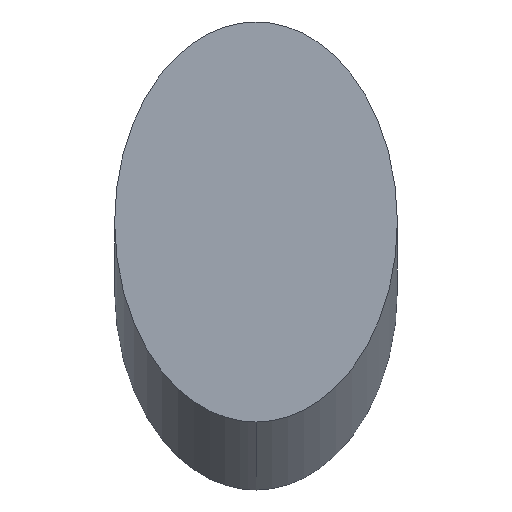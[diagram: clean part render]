
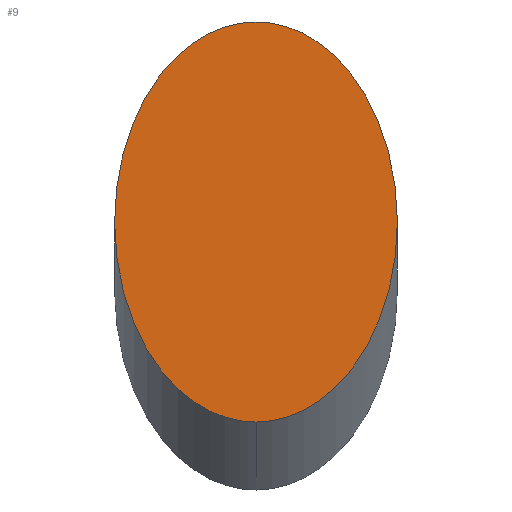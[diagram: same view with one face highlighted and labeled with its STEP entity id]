
A CAD part, top view. The second image highlights one B-rep face of the part: STEP entity #9.
In plain terms, the highlighted planar face has unit normal (0, 0, 1).
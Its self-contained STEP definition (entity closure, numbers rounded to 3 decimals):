
#9 = ADVANCED_FACE ( 'NONE', ( #109 ), #72, .T. ) ;
#19 = EDGE_CURVE ( 'NONE', #119, #59, #96, .T. ) ;
#27 = AXIS2_PLACEMENT_3D ( 'NONE', #75, #39, #84 ) ;
#39 = DIRECTION ( 'NONE',  ( 0., 0., 1. ) ) ;
#56 = CARTESIAN_POINT ( 'NONE',  ( 54.392, 18.109, 0. ) ) ;
#59 = VERTEX_POINT ( 'NONE', #85 ) ;
#72 = PLANE ( 'NONE',  #27 ) ;
#75 = CARTESIAN_POINT ( 'NONE',  ( 54.392, 35.789, 0. ) ) ;
#84 = DIRECTION ( 'NONE',  ( 1., 0., 0. ) ) ;
#85 = CARTESIAN_POINT ( 'NONE',  ( 54.392, 18.109, 0. ) ) ;
#88 = EDGE_CURVE ( 'NONE', #59, #119, #92, .T. ) ;
#89 = CARTESIAN_POINT ( 'NONE',  ( 79.392, 53.469, 0. ) ) ;
#92 =( BOUNDED_CURVE ( )  B_SPLINE_CURVE ( 3, ( #56, #134, #89, #137 ),
 .UNSPECIFIED., .F., .T. ) 
 B_SPLINE_CURVE_WITH_KNOTS ( ( 4, 4 ),
 ( 0., 3.142 ),
 .UNSPECIFIED. ) 
 CURVE ( )  GEOMETRIC_REPRESENTATION_ITEM ( )  RATIONAL_B_SPLINE_CURVE ( ( 1., 0.333, 0.333, 1. ) ) 
 REPRESENTATION_ITEM ( '' )  );
#94 = CARTESIAN_POINT ( 'NONE',  ( 54.392, 18.109, 0. ) ) ;
#95 = CARTESIAN_POINT ( 'NONE',  ( 54.392, 53.469, 0. ) ) ;
#96 =( BOUNDED_CURVE ( )  B_SPLINE_CURVE ( 3, ( #95, #128, #105, #94 ),
 .UNSPECIFIED., .F., .F. ) 
 B_SPLINE_CURVE_WITH_KNOTS ( ( 4, 4 ),
 ( 3.142, 6.283 ),
 .UNSPECIFIED. ) 
 CURVE ( )  GEOMETRIC_REPRESENTATION_ITEM ( )  RATIONAL_B_SPLINE_CURVE ( ( 1., 0.333, 0.333, 1. ) ) 
 REPRESENTATION_ITEM ( '' )  );
#105 = CARTESIAN_POINT ( 'NONE',  ( 29.392, 18.109, 0. ) ) ;
#109 = FACE_OUTER_BOUND ( 'NONE', #136, .T. ) ;
#119 = VERTEX_POINT ( 'NONE', #146 ) ;
#127 = ORIENTED_EDGE ( 'NONE', *, *, #19, .T. ) ;
#128 = CARTESIAN_POINT ( 'NONE',  ( 29.392, 53.469, 0. ) ) ;
#134 = CARTESIAN_POINT ( 'NONE',  ( 79.392, 18.109, 0. ) ) ;
#136 = EDGE_LOOP ( 'NONE', ( #147, #127 ) ) ;
#137 = CARTESIAN_POINT ( 'NONE',  ( 54.392, 53.469, 0. ) ) ;
#146 = CARTESIAN_POINT ( 'NONE',  ( 54.392, 53.469, 0. ) ) ;
#147 = ORIENTED_EDGE ( 'NONE', *, *, #88, .T. ) ;
